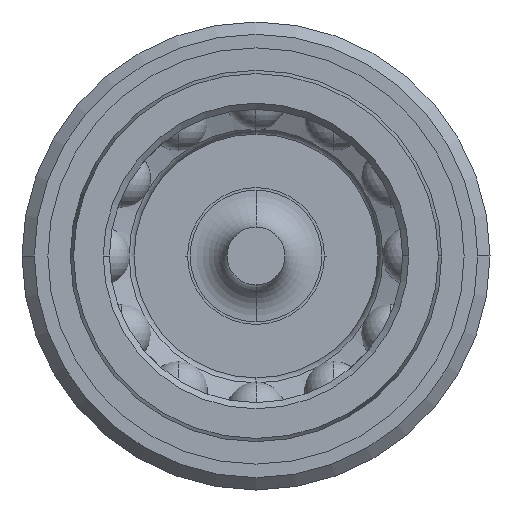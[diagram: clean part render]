
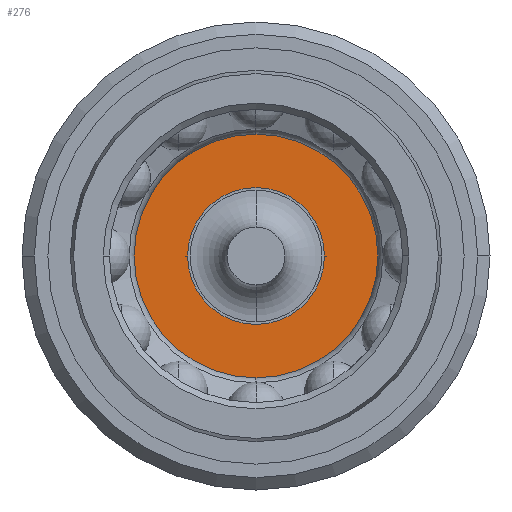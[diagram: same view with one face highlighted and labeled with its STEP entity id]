
A CAD part, left-side view. The second image highlights one B-rep face of the part: STEP entity #276.
In plain terms, the highlighted planar face has unit normal (-1, 0, 0).
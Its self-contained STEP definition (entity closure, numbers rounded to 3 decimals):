
#276 = ADVANCED_FACE( '', ( #637, #638 ), #639, .F. );
#637 = FACE_OUTER_BOUND( '', #1054, .T. );
#638 = FACE_BOUND( '', #1055, .T. );
#639 = PLANE( '', #1056 );
#1054 = EDGE_LOOP( '', ( #2329, #2330 ) );
#1055 = EDGE_LOOP( '', ( #2331, #2332 ) );
#1056 = AXIS2_PLACEMENT_3D( '', #2333, #2334, #2335 );
#2329 = ORIENTED_EDGE( '', *, *, #2960, .T. );
#2330 = ORIENTED_EDGE( '', *, *, #3025, .T. );
#2331 = ORIENTED_EDGE( '', *, *, #2962, .F. );
#2332 = ORIENTED_EDGE( '', *, *, #3024, .F. );
#2333 = CARTESIAN_POINT( '', ( -17.9, 7.928, 0. ) );
#2334 = DIRECTION( '', ( 1., 0., 0. ) );
#2335 = DIRECTION( '', ( 0., -1., 0. ) );
#2960 = EDGE_CURVE( '', #3653, #3657, #3659, .T. );
#2962 = EDGE_CURVE( '', #3660, #3663, #3664, .T. );
#3024 = EDGE_CURVE( '', #3663, #3660, #3765, .T. );
#3025 = EDGE_CURVE( '', #3657, #3653, #3766, .T. );
#3653 = VERTEX_POINT( '', #5245 );
#3657 = VERTEX_POINT( '', #5250 );
#3659 = CIRCLE( '', #5253, 10.3 );
#3660 = VERTEX_POINT( '', #5254 );
#3663 = VERTEX_POINT( '', #5258 );
#3664 = CIRCLE( '', #5259, 5.555 );
#3765 = CIRCLE( '', #5689, 5.555 );
#3766 = CIRCLE( '', #5690, 10.3 );
#5245 = CARTESIAN_POINT( '', ( -17.9, 10.3, 0. ) );
#5250 = CARTESIAN_POINT( '', ( -17.9, -10.3, 0. ) );
#5253 = AXIS2_PLACEMENT_3D( '', #6348, #6349, #6350 );
#5254 = CARTESIAN_POINT( '', ( -17.9, 5.555, 0. ) );
#5258 = CARTESIAN_POINT( '', ( -17.9, -5.555, 0. ) );
#5259 = AXIS2_PLACEMENT_3D( '', #6352, #6353, #6354 );
#5689 = AXIS2_PLACEMENT_3D( '', #6470, #6471, #6472 );
#5690 = AXIS2_PLACEMENT_3D( '', #6473, #6474, #6475 );
#6348 = CARTESIAN_POINT( '', ( -17.9, 0., 0. ) );
#6349 = DIRECTION( '', ( -1., 0., 0. ) );
#6350 = DIRECTION( '', ( 0., 1., 0. ) );
#6352 = CARTESIAN_POINT( '', ( -17.9, 0., 0. ) );
#6353 = DIRECTION( '', ( -1., 0., 0. ) );
#6354 = DIRECTION( '', ( 0., 1., 0. ) );
#6470 = CARTESIAN_POINT( '', ( -17.9, 0., 0. ) );
#6471 = DIRECTION( '', ( -1., 0., 0. ) );
#6472 = DIRECTION( '', ( 0., 1., 0. ) );
#6473 = CARTESIAN_POINT( '', ( -17.9, 0., 0. ) );
#6474 = DIRECTION( '', ( -1., 0., 0. ) );
#6475 = DIRECTION( '', ( 0., 1., 0. ) );
